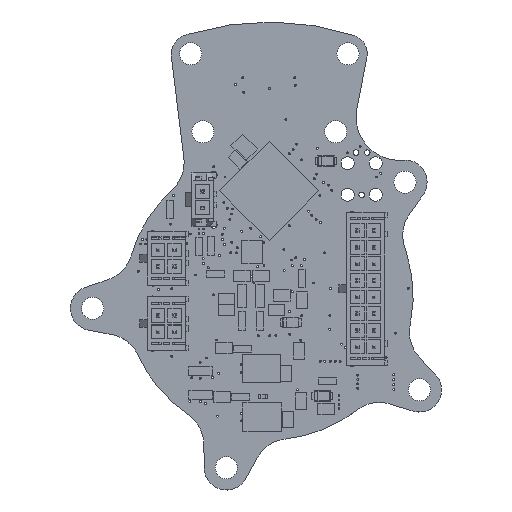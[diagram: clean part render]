
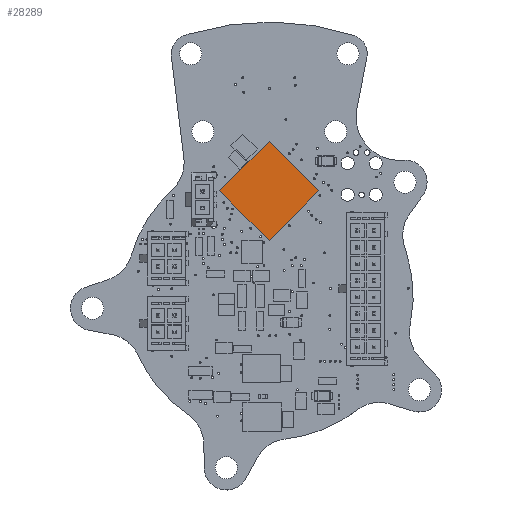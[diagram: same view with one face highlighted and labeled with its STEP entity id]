
A CAD part, top view. The second image highlights one B-rep face of the part: STEP entity #28289.
In plain terms, the highlighted planar face has unit normal (0, 0, 1).
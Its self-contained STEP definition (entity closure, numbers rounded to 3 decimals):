
#1785=PLANE('',#30559);
#3105=FACE_OUTER_BOUND('',#4906,.T.);
#4906=EDGE_LOOP('',(#22474,#22475,#22476,#22477));
#7422=LINE('',#42399,#10718);
#7423=LINE('',#42401,#10719);
#7424=LINE('',#42403,#10720);
#7425=LINE('',#42404,#10721);
#10718=VECTOR('',#34713,10.);
#10719=VECTOR('',#34714,10.);
#10720=VECTOR('',#34715,10.);
#10721=VECTOR('',#34716,10.);
#14058=VERTEX_POINT('',#42397);
#14059=VERTEX_POINT('',#42398);
#14060=VERTEX_POINT('',#42400);
#14061=VERTEX_POINT('',#42402);
#17112=EDGE_CURVE('',#14058,#14059,#7422,.T.);
#17113=EDGE_CURVE('',#14059,#14060,#7423,.T.);
#17114=EDGE_CURVE('',#14060,#14061,#7424,.T.);
#17115=EDGE_CURVE('',#14061,#14058,#7425,.T.);
#22474=ORIENTED_EDGE('',*,*,#17112,.T.);
#22475=ORIENTED_EDGE('',*,*,#17113,.T.);
#22476=ORIENTED_EDGE('',*,*,#17114,.T.);
#22477=ORIENTED_EDGE('',*,*,#17115,.T.);
#28289=ADVANCED_FACE('',(#3105),#1785,.T.);
#30559=AXIS2_PLACEMENT_3D('',#42396,#34711,#34712);
#34711=DIRECTION('center_axis',(0.,0.,1.));
#34712=DIRECTION('ref_axis',(1.,0.,0.));
#34713=DIRECTION('',(0.,1.,0.));
#34714=DIRECTION('',(-1.,0.,0.));
#34715=DIRECTION('',(0.,-1.,0.));
#34716=DIRECTION('',(1.,0.,0.));
#42396=CARTESIAN_POINT('Origin',(0.,0.,0.1));
#42397=CARTESIAN_POINT('',(6.35,-6.35,0.1));
#42398=CARTESIAN_POINT('',(6.35,6.35,0.1));
#42399=CARTESIAN_POINT('',(6.35,0.,0.1));
#42400=CARTESIAN_POINT('',(-6.35,6.35,0.1));
#42401=CARTESIAN_POINT('',(0.,6.35,0.1));
#42402=CARTESIAN_POINT('',(-6.35,-6.35,0.1));
#42403=CARTESIAN_POINT('',(-6.35,0.,0.1));
#42404=CARTESIAN_POINT('',(0.,-6.35,0.1));
